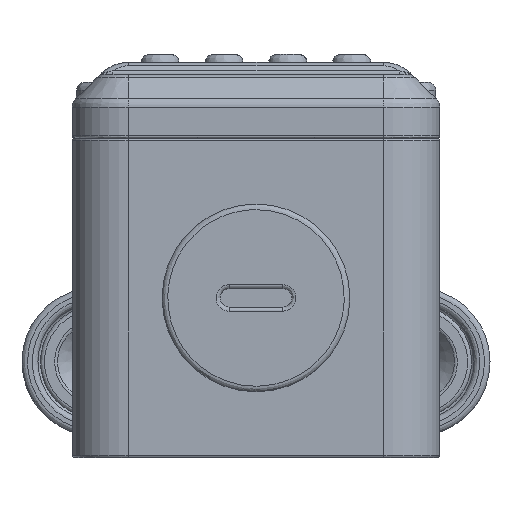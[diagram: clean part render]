
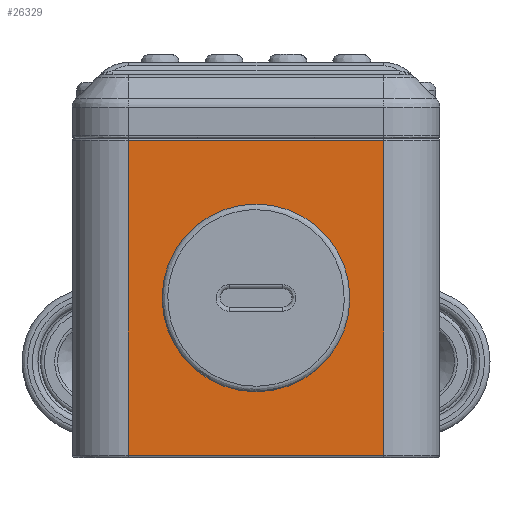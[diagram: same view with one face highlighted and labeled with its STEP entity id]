
A CAD part, front view. The second image highlights one B-rep face of the part: STEP entity #26329.
In plain terms, the highlighted planar face has unit normal (0, -1, 0).
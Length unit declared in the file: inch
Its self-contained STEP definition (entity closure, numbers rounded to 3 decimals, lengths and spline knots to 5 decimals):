
#324 = CARTESIAN_POINT ( 'NONE',  ( 0.62992, -4.92126, 1.51575 ) ) ;
#2361 = CIRCLE ( 'NONE', #91331, 0.43307 ) ;
#6941 = VECTOR ( 'NONE', #120548, 39.37008 ) ;
#8280 = VERTEX_POINT ( 'NONE', #31645 ) ;
#16346 = DIRECTION ( 'NONE',  ( 1., 0., 0. ) ) ;
#17253 = VERTEX_POINT ( 'NONE', #96399 ) ;
#20437 = DIRECTION ( 'NONE',  ( 0., 0., 1. ) ) ;
#20849 = LINE ( 'NONE', #42837, #6941 ) ;
#23134 = VECTOR ( 'NONE', #16346, 39.37008 ) ;
#26329 = ADVANCED_FACE ( 'NONE', ( #42433, #87115 ), #134561, .F. ) ;
#31645 = CARTESIAN_POINT ( 'NONE',  ( 0.62992, -4.92126, 0.01181 ) ) ;
#37003 = ORIENTED_EDGE ( 'NONE', *, *, #86348, .F. ) ;
#38334 = DIRECTION ( 'NONE',  ( 0., 0., 1. ) ) ;
#42433 = FACE_BOUND ( 'NONE', #88770, .T. ) ;
#42837 = CARTESIAN_POINT ( 'NONE',  ( -0.90551, -4.92126, 0.01181 ) ) ;
#48591 = LINE ( 'NONE', #83733, #123658 ) ;
#53900 = EDGE_CURVE ( 'NONE', #17253, #17253, #2361, .T. ) ;
#55009 = ORIENTED_EDGE ( 'NONE', *, *, #108029, .F. ) ;
#63484 = CARTESIAN_POINT ( 'NONE',  ( 0., -4.92126, 0.7874 ) ) ;
#63698 = CARTESIAN_POINT ( 'NONE',  ( -0.90551, -4.92126, 1.51575 ) ) ;
#67695 = LINE ( 'NONE', #324, #102639 ) ;
#71253 = VERTEX_POINT ( 'NONE', #142774 ) ;
#83716 = VERTEX_POINT ( 'NONE', #105787 ) ;
#83733 = CARTESIAN_POINT ( 'NONE',  ( -0.62992, -4.92126, 1.51575 ) ) ;
#86272 = EDGE_CURVE ( 'NONE', #94876, #8280, #67695, .T. ) ;
#86348 = EDGE_CURVE ( 'NONE', #71253, #83716, #48591, .T. ) ;
#87115 = FACE_OUTER_BOUND ( 'NONE', #132170, .T. ) ;
#87831 = EDGE_CURVE ( 'NONE', #8280, #71253, #20849, .T. ) ;
#88770 = EDGE_LOOP ( 'NONE', ( #124945 ) ) ;
#90456 = ORIENTED_EDGE ( 'NONE', *, *, #87831, .F. ) ;
#91331 = AXIS2_PLACEMENT_3D ( 'NONE', #63484, #108201, #118462 ) ;
#92609 = ORIENTED_EDGE ( 'NONE', *, *, #86272, .F. ) ;
#94876 = VERTEX_POINT ( 'NONE', #108905 ) ;
#96399 = CARTESIAN_POINT ( 'NONE',  ( 0., -4.92126, 0.35433 ) ) ;
#102639 = VECTOR ( 'NONE', #133650, 39.37008 ) ;
#105787 = CARTESIAN_POINT ( 'NONE',  ( -0.62992, -4.92126, 1.56299 ) ) ;
#108029 = EDGE_CURVE ( 'NONE', #83716, #94876, #138019, .T. ) ;
#108201 = DIRECTION ( 'NONE',  ( 0., -1., 0. ) ) ;
#108905 = CARTESIAN_POINT ( 'NONE',  ( 0.62992, -4.92126, 1.56299 ) ) ;
#116058 = CARTESIAN_POINT ( 'NONE',  ( -0.7874, -4.92126, 1.56299 ) ) ;
#118462 = DIRECTION ( 'NONE',  ( 0., 0., -1. ) ) ;
#120548 = DIRECTION ( 'NONE',  ( -1., 0., 0. ) ) ;
#123658 = VECTOR ( 'NONE', #38334, 39.37008 ) ;
#124945 = ORIENTED_EDGE ( 'NONE', *, *, #53900, .F. ) ;
#131802 = DIRECTION ( 'NONE',  ( 0., 1., 0. ) ) ;
#132170 = EDGE_LOOP ( 'NONE', ( #37003, #90456, #92609, #55009 ) ) ;
#133650 = DIRECTION ( 'NONE',  ( 0., 0., -1. ) ) ;
#133791 = AXIS2_PLACEMENT_3D ( 'NONE', #63698, #131802, #20437 ) ;
#134561 = PLANE ( 'NONE',  #133791 ) ;
#138019 = LINE ( 'NONE', #116058, #23134 ) ;
#142774 = CARTESIAN_POINT ( 'NONE',  ( -0.62992, -4.92126, 0.01181 ) ) ;
